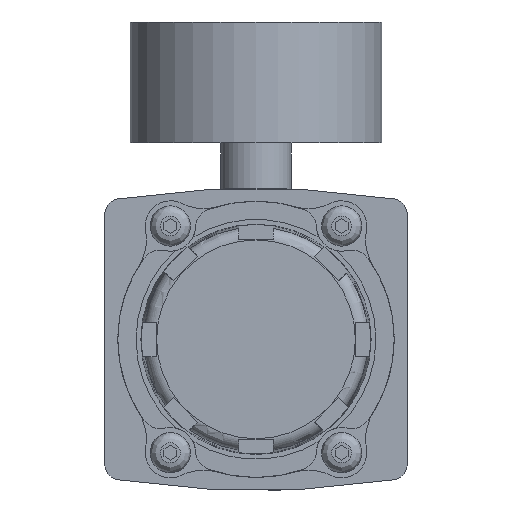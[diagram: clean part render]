
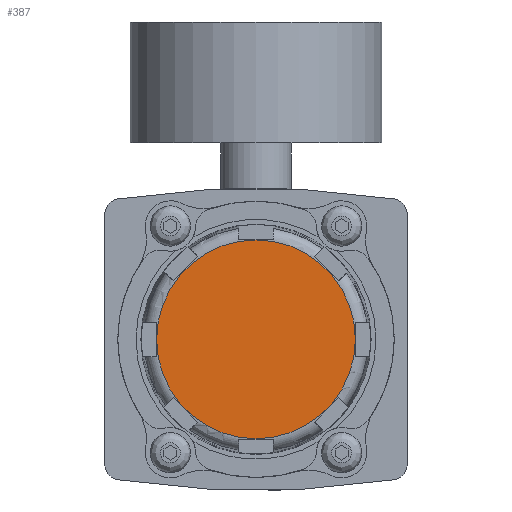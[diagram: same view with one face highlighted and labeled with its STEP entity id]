
A CAD part, front view. The second image highlights one B-rep face of the part: STEP entity #387.
In plain terms, the highlighted face is planar.
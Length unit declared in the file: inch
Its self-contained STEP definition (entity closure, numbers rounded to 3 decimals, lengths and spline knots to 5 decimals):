
#387 = ADVANCED_FACE( '', ( #980 ), #981, .F. );
#980 = FACE_OUTER_BOUND( '', #1870, .T. );
#981 = PLANE( '', #1871 );
#1870 = EDGE_LOOP( '', ( #2997 ) );
#1871 = AXIS2_PLACEMENT_3D( '', #2998, #2999, #3000 );
#2997 = ORIENTED_EDGE( '', *, *, #5131, .F. );
#2998 = CARTESIAN_POINT( '', ( 0., 2.89685, 0. ) );
#2999 = DIRECTION( '', ( 0., -1., 0. ) );
#3000 = DIRECTION( '', ( 0., 0., -1. ) );
#5131 = EDGE_CURVE( '', #6077, #6077, #6078, .T. );
#6077 = VERTEX_POINT( '', #7425 );
#6078 = CIRCLE( '', #7426, 0.77673 );
#7425 = CARTESIAN_POINT( '', ( 0., 2.89685, -0.77673 ) );
#7426 = AXIS2_PLACEMENT_3D( '', #9237, #9238, #9239 );
#9237 = CARTESIAN_POINT( '', ( 0., 2.89685, 0. ) );
#9238 = DIRECTION( '', ( 0., -1., 0. ) );
#9239 = DIRECTION( '', ( 0., 0., -1. ) );
